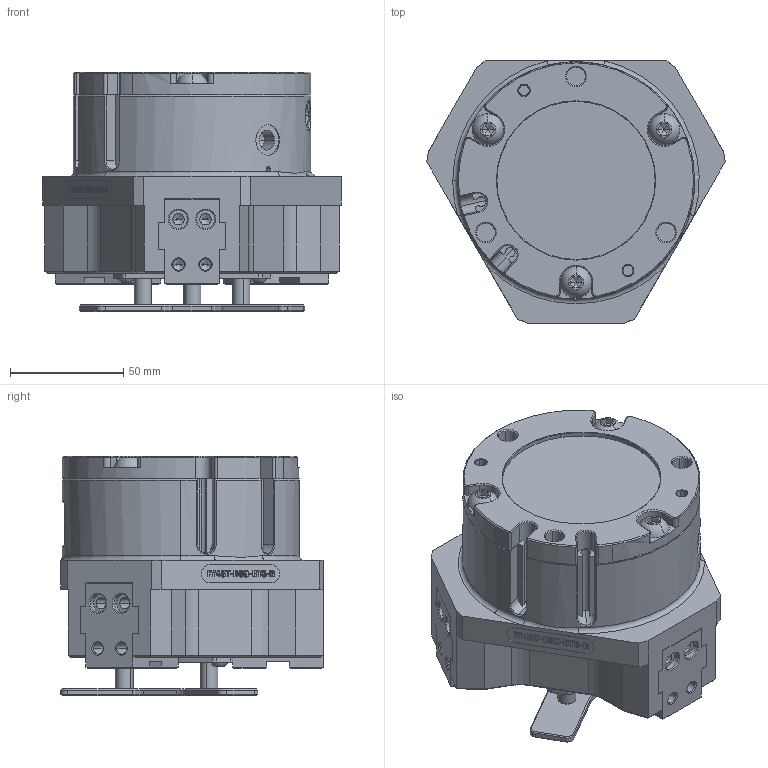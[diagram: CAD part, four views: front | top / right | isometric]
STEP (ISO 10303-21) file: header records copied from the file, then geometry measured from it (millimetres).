
FILE_DESCRIPTION (( 'STEP AP203' ), '1' );
FILE_NAME ('薄款自定心三爪D80.STEP', '2020-11-26T06:13:35', ( 'User' ), ( 'Microsoft' ), 'SwSTEP 2.0', 'SolidWorks 2015', '' );
FILE_SCHEMA (( 'CONFIG_CONTROL_DESIGN' ));
Length unit declared in the file: millimetre
Products named in the file (14): LOGOﾅﾆ; hexagon socket button head screws gb_GB_SOCKET_TYPE7 M8X20-N; 新款D80薄三爪壳体; 5X10; 新款D80薄三爪前盖板; FY56T-D80-BTS-B; 新款D80薄三爪后盖; 梓齪7; 新款D80薄三爪壳体滑块; hexagon socket button head screws gb_GB_SOCKET_TYPE7 M4X8-N; 新款D80薄三爪推料板; 薄款自定心三爪D80; D80芢蹋裝; 芢蹋啣蹟隊
Assembly tree (24 placements, depth 2):
  薄款自定心三爪D80
    新款D80薄三爪壳体
    新款D80薄三爪前盖板
    新款D80薄三爪后盖
    新款D80薄三爪壳体滑块  x3
    新款D80薄三爪推料板
    D80芢蹋裝  x3
    芢蹋啣蹟隊  x3
    LOGOﾅﾆ
    hexagon socket button head screws gb_GB_SOCKET_TYPE7 M8X20-N  x3
    5X10  x2
    FY56T-D80-BTS-B
    梓齪7
    hexagon socket button head screws gb_GB_SOCKET_TYPE7 M4X8-N  x3
Bounding box: 131.96 x 116 x 105.91 mm (x, y, z)
Volume: 568934.3 mm3; surface area: 167901.1 mm2
Topology: 24 solids, 24 shells, 2340 faces, 5881 edges, 3707 vertices
Faces by surface type: plane 1198, bspline 390, cylinder 378, cone 325, torus 37, sphere 12
Entity records: 85341 total; most frequent: CARTESIAN_POINT 38641, ORIENTED_EDGE 9886, DIRECTION 8069, EDGE_CURVE 4943, VECTOR 3263, LINE 3263, VERTEX_POINT 3185, AXIS2_PLACEMENT_3D 2403
